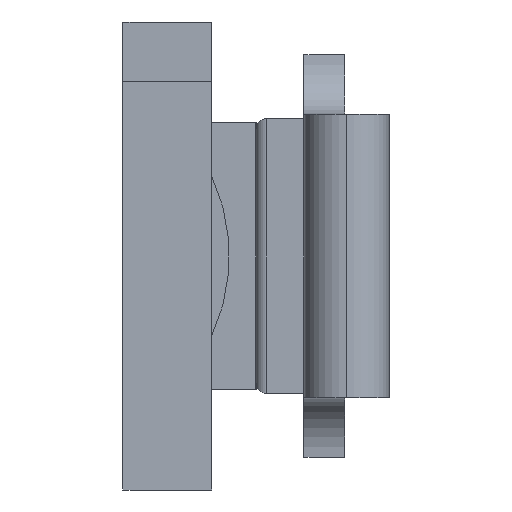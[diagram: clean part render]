
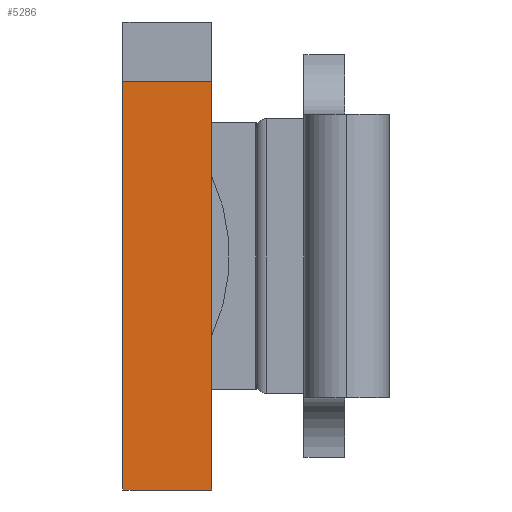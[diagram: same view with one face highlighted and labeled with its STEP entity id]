
A CAD part, left-side view. The second image highlights one B-rep face of the part: STEP entity #5286.
In plain terms, the highlighted planar face has unit normal (-1, 0, 0).
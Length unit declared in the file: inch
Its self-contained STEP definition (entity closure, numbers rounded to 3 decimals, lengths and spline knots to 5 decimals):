
#365 = VECTOR ( 'NONE', #5604, 39.37008 ) ;
#393 = VECTOR ( 'NONE', #5753, 39.37008 ) ;
#405 = VERTEX_POINT ( 'NONE', #2973 ) ;
#451 = DIRECTION ( 'NONE',  ( -1., 0., 0. ) ) ;
#565 = VERTEX_POINT ( 'NONE', #5986 ) ;
#577 = ORIENTED_EDGE ( 'NONE', *, *, #1779, .F. ) ;
#879 = LINE ( 'NONE', #4546, #2274 ) ;
#1585 = ORIENTED_EDGE ( 'NONE', *, *, #6551, .T. ) ;
#1607 = DIRECTION ( 'NONE',  ( 0., 0., 1. ) ) ;
#1646 = EDGE_CURVE ( 'NONE', #565, #7010, #879, .T. ) ;
#1779 = EDGE_CURVE ( 'NONE', #405, #6570, #5044, .T. ) ;
#1926 = ORIENTED_EDGE ( 'NONE', *, *, #1646, .T. ) ;
#2172 = PLANE ( 'NONE',  #3146 ) ;
#2274 = VECTOR ( 'NONE', #3992, 39.37008 ) ;
#2489 = DIRECTION ( 'NONE',  ( 0., 0., 1. ) ) ;
#2973 = CARTESIAN_POINT ( 'NONE',  ( -0.69882, -0.09843, -0.22638 ) ) ;
#3146 = AXIS2_PLACEMENT_3D ( 'NONE', #3215, #451, #1607 ) ;
#3166 = EDGE_CURVE ( 'NONE', #6570, #7010, #3437, .T. ) ;
#3215 = CARTESIAN_POINT ( 'NONE',  ( -0.69882, -0.09843, -0.22638 ) ) ;
#3343 = LINE ( 'NONE', #6840, #4228 ) ;
#3437 = LINE ( 'NONE', #5273, #393 ) ;
#3992 = DIRECTION ( 'NONE',  ( 0., 1., 0. ) ) ;
#4228 = VECTOR ( 'NONE', #2489, 39.37008 ) ;
#4546 = CARTESIAN_POINT ( 'NONE',  ( -0.69882, -0.09843, 0.22638 ) ) ;
#4629 = CARTESIAN_POINT ( 'NONE',  ( -0.69882, 0., -0.22638 ) ) ;
#4671 = EDGE_LOOP ( 'NONE', ( #5119, #577, #1585, #1926 ) ) ;
#5044 = LINE ( 'NONE', #5578, #365 ) ;
#5119 = ORIENTED_EDGE ( 'NONE', *, *, #3166, .F. ) ;
#5273 = CARTESIAN_POINT ( 'NONE',  ( -0.69882, 0., -0.22638 ) ) ;
#5286 = ADVANCED_FACE ( 'NONE', ( #7138 ), #2172, .T. ) ;
#5578 = CARTESIAN_POINT ( 'NONE',  ( -0.69882, -0.09843, -0.22638 ) ) ;
#5604 = DIRECTION ( 'NONE',  ( 0., 1., 0. ) ) ;
#5706 = CARTESIAN_POINT ( 'NONE',  ( -0.69882, 0., 0.22638 ) ) ;
#5753 = DIRECTION ( 'NONE',  ( 0., 0., 1. ) ) ;
#5986 = CARTESIAN_POINT ( 'NONE',  ( -0.69882, -0.09843, 0.22638 ) ) ;
#6551 = EDGE_CURVE ( 'NONE', #405, #565, #3343, .T. ) ;
#6570 = VERTEX_POINT ( 'NONE', #4629 ) ;
#6840 = CARTESIAN_POINT ( 'NONE',  ( -0.69882, -0.09843, -0.22638 ) ) ;
#7010 = VERTEX_POINT ( 'NONE', #5706 ) ;
#7138 = FACE_OUTER_BOUND ( 'NONE', #4671, .T. ) ;
